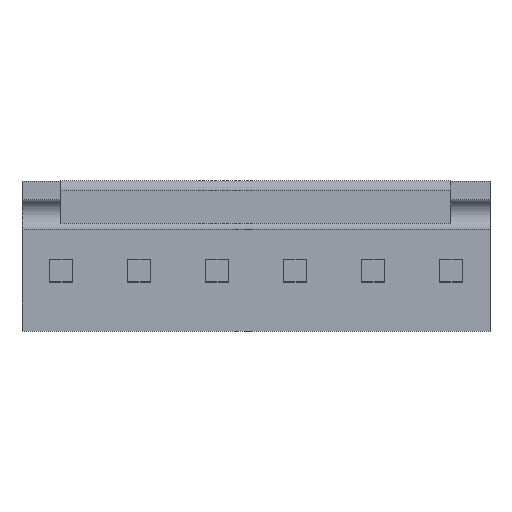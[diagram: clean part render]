
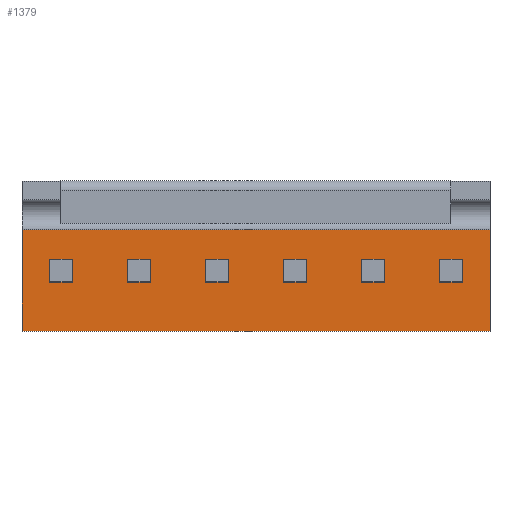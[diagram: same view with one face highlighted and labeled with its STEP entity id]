
A CAD part, top view. The second image highlights one B-rep face of the part: STEP entity #1379.
In plain terms, the highlighted planar face has unit normal (0, 0, 1).
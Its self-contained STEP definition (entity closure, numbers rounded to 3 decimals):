
#19=DIRECTION('',(0.,-1.,0.));
#20=VECTOR('',#19,5.144);
#21=CARTESIAN_POINT('',(-11.887,2.096,0.));
#22=LINE('',#21,#20);
#195=DIRECTION('',(1.,0.,0.));
#196=VECTOR('',#195,23.774);
#197=CARTESIAN_POINT('',(-11.887,-3.048,0.));
#198=LINE('',#197,#196);
#199=DIRECTION('',(1.,0.,0.));
#200=VECTOR('',#199,23.774);
#201=CARTESIAN_POINT('',(-11.887,2.096,0.));
#202=LINE('',#201,#200);
#203=DIRECTION('',(-1.,0.,0.));
#204=VECTOR('',#203,1.143);
#205=CARTESIAN_POINT('',(10.478,0.572,0.));
#206=LINE('',#205,#204);
#207=DIRECTION('',(0.,1.,0.));
#208=VECTOR('',#207,1.143);
#209=CARTESIAN_POINT('',(9.335,-0.572,0.));
#210=LINE('',#209,#208);
#211=DIRECTION('',(-1.,0.,0.));
#212=VECTOR('',#211,1.143);
#213=CARTESIAN_POINT('',(10.478,-0.572,0.));
#214=LINE('',#213,#212);
#215=DIRECTION('',(0.,1.,0.));
#216=VECTOR('',#215,1.143);
#217=CARTESIAN_POINT('',(10.478,-0.572,0.));
#218=LINE('',#217,#216);
#219=DIRECTION('',(-1.,0.,0.));
#220=VECTOR('',#219,1.143);
#221=CARTESIAN_POINT('',(6.515,0.572,0.));
#222=LINE('',#221,#220);
#223=DIRECTION('',(0.,1.,0.));
#224=VECTOR('',#223,1.143);
#225=CARTESIAN_POINT('',(5.372,-0.572,0.));
#226=LINE('',#225,#224);
#227=DIRECTION('',(-1.,0.,0.));
#228=VECTOR('',#227,1.143);
#229=CARTESIAN_POINT('',(6.515,-0.572,0.));
#230=LINE('',#229,#228);
#231=DIRECTION('',(0.,1.,0.));
#232=VECTOR('',#231,1.143);
#233=CARTESIAN_POINT('',(6.515,-0.572,0.));
#234=LINE('',#233,#232);
#235=DIRECTION('',(-1.,0.,0.));
#236=VECTOR('',#235,1.143);
#237=CARTESIAN_POINT('',(2.553,0.572,0.));
#238=LINE('',#237,#236);
#239=DIRECTION('',(0.,1.,0.));
#240=VECTOR('',#239,1.143);
#241=CARTESIAN_POINT('',(1.41,-0.572,0.));
#242=LINE('',#241,#240);
#243=DIRECTION('',(-1.,0.,0.));
#244=VECTOR('',#243,1.143);
#245=CARTESIAN_POINT('',(2.553,-0.572,0.));
#246=LINE('',#245,#244);
#247=DIRECTION('',(0.,1.,0.));
#248=VECTOR('',#247,1.143);
#249=CARTESIAN_POINT('',(2.553,-0.572,0.));
#250=LINE('',#249,#248);
#251=DIRECTION('',(-1.,0.,0.));
#252=VECTOR('',#251,1.143);
#253=CARTESIAN_POINT('',(-1.41,0.572,0.));
#254=LINE('',#253,#252);
#255=DIRECTION('',(0.,1.,0.));
#256=VECTOR('',#255,1.143);
#257=CARTESIAN_POINT('',(-2.553,-0.572,0.));
#258=LINE('',#257,#256);
#259=DIRECTION('',(-1.,0.,0.));
#260=VECTOR('',#259,1.143);
#261=CARTESIAN_POINT('',(-1.41,-0.572,0.));
#262=LINE('',#261,#260);
#263=DIRECTION('',(0.,1.,0.));
#264=VECTOR('',#263,1.143);
#265=CARTESIAN_POINT('',(-1.41,-0.572,0.));
#266=LINE('',#265,#264);
#267=DIRECTION('',(-1.,0.,0.));
#268=VECTOR('',#267,1.143);
#269=CARTESIAN_POINT('',(-5.372,0.572,0.));
#270=LINE('',#269,#268);
#271=DIRECTION('',(0.,1.,0.));
#272=VECTOR('',#271,1.143);
#273=CARTESIAN_POINT('',(-6.515,-0.572,0.));
#274=LINE('',#273,#272);
#275=DIRECTION('',(-1.,0.,0.));
#276=VECTOR('',#275,1.143);
#277=CARTESIAN_POINT('',(-5.372,-0.572,0.));
#278=LINE('',#277,#276);
#279=DIRECTION('',(0.,1.,0.));
#280=VECTOR('',#279,1.143);
#281=CARTESIAN_POINT('',(-5.372,-0.572,0.));
#282=LINE('',#281,#280);
#283=DIRECTION('',(-1.,0.,0.));
#284=VECTOR('',#283,1.143);
#285=CARTESIAN_POINT('',(-9.335,0.572,0.));
#286=LINE('',#285,#284);
#287=DIRECTION('',(0.,1.,0.));
#288=VECTOR('',#287,1.143);
#289=CARTESIAN_POINT('',(-10.478,-0.572,0.));
#290=LINE('',#289,#288);
#291=DIRECTION('',(-1.,0.,0.));
#292=VECTOR('',#291,1.143);
#293=CARTESIAN_POINT('',(-9.335,-0.572,0.));
#294=LINE('',#293,#292);
#295=DIRECTION('',(0.,1.,0.));
#296=VECTOR('',#295,1.143);
#297=CARTESIAN_POINT('',(-9.335,-0.572,0.));
#298=LINE('',#297,#296);
#409=DIRECTION('',(0.,-1.,0.));
#410=VECTOR('',#409,5.144);
#411=CARTESIAN_POINT('',(11.887,2.096,0.));
#412=LINE('',#411,#410);
#810=CARTESIAN_POINT('',(-11.887,-3.048,0.));
#812=VERTEX_POINT('',#810);
#824=CARTESIAN_POINT('',(-11.887,2.096,0.));
#825=VERTEX_POINT('',#824);
#826=CARTESIAN_POINT('',(11.887,-3.048,0.));
#828=VERTEX_POINT('',#826);
#840=CARTESIAN_POINT('',(11.887,2.096,0.));
#841=VERTEX_POINT('',#840);
#894=CARTESIAN_POINT('',(10.478,0.572,0.));
#895=CARTESIAN_POINT('',(9.335,0.572,0.));
#896=VERTEX_POINT('',#894);
#897=VERTEX_POINT('',#895);
#898=CARTESIAN_POINT('',(10.478,-0.572,0.));
#899=CARTESIAN_POINT('',(9.335,-0.572,0.));
#900=VERTEX_POINT('',#898);
#901=VERTEX_POINT('',#899);
#918=CARTESIAN_POINT('',(6.515,0.572,0.));
#919=CARTESIAN_POINT('',(5.372,0.572,0.));
#920=VERTEX_POINT('',#918);
#921=VERTEX_POINT('',#919);
#922=CARTESIAN_POINT('',(6.515,-0.572,0.));
#923=CARTESIAN_POINT('',(5.372,-0.572,0.));
#924=VERTEX_POINT('',#922);
#925=VERTEX_POINT('',#923);
#942=CARTESIAN_POINT('',(2.553,0.572,0.));
#943=CARTESIAN_POINT('',(1.41,0.572,0.));
#944=VERTEX_POINT('',#942);
#945=VERTEX_POINT('',#943);
#946=CARTESIAN_POINT('',(2.553,-0.572,0.));
#947=CARTESIAN_POINT('',(1.41,-0.572,0.));
#948=VERTEX_POINT('',#946);
#949=VERTEX_POINT('',#947);
#966=CARTESIAN_POINT('',(-1.41,0.572,0.));
#967=CARTESIAN_POINT('',(-2.553,0.572,0.));
#968=VERTEX_POINT('',#966);
#969=VERTEX_POINT('',#967);
#970=CARTESIAN_POINT('',(-1.41,-0.572,0.));
#971=CARTESIAN_POINT('',(-2.553,-0.572,0.));
#972=VERTEX_POINT('',#970);
#973=VERTEX_POINT('',#971);
#990=CARTESIAN_POINT('',(-5.372,0.572,0.));
#991=CARTESIAN_POINT('',(-6.515,0.572,0.));
#992=VERTEX_POINT('',#990);
#993=VERTEX_POINT('',#991);
#994=CARTESIAN_POINT('',(-5.372,-0.572,0.));
#995=CARTESIAN_POINT('',(-6.515,-0.572,0.));
#996=VERTEX_POINT('',#994);
#997=VERTEX_POINT('',#995);
#1014=CARTESIAN_POINT('',(-9.335,0.572,0.));
#1015=CARTESIAN_POINT('',(-10.478,0.572,0.));
#1016=VERTEX_POINT('',#1014);
#1017=VERTEX_POINT('',#1015);
#1018=CARTESIAN_POINT('',(-9.335,-0.572,0.));
#1019=CARTESIAN_POINT('',(-10.478,-0.572,0.));
#1020=VERTEX_POINT('',#1018);
#1021=VERTEX_POINT('',#1019);
#1306=CARTESIAN_POINT('',(-11.887,2.096,0.));
#1307=DIRECTION('',(0.,0.,1.));
#1308=DIRECTION('',(0.,-1.,0.));
#1309=AXIS2_PLACEMENT_3D('',#1306,#1307,#1308);
#1310=PLANE('',#1309);
#1311=ORIENTED_EDGE('',*,*,#1091,.F.);
#1313=ORIENTED_EDGE('',*,*,#1312,.T.);
#1315=ORIENTED_EDGE('',*,*,#1314,.T.);
#1316=ORIENTED_EDGE('',*,*,#1298,.F.);
#1317=EDGE_LOOP('',(#1311,#1313,#1315,#1316));
#1318=FACE_OUTER_BOUND('',#1317,.F.);
#1320=ORIENTED_EDGE('',*,*,#1319,.T.);
#1322=ORIENTED_EDGE('',*,*,#1321,.F.);
#1324=ORIENTED_EDGE('',*,*,#1323,.F.);
#1326=ORIENTED_EDGE('',*,*,#1325,.T.);
#1327=EDGE_LOOP('',(#1320,#1322,#1324,#1326));
#1328=FACE_BOUND('',#1327,.F.);
#1330=ORIENTED_EDGE('',*,*,#1329,.T.);
#1332=ORIENTED_EDGE('',*,*,#1331,.F.);
#1334=ORIENTED_EDGE('',*,*,#1333,.F.);
#1336=ORIENTED_EDGE('',*,*,#1335,.T.);
#1337=EDGE_LOOP('',(#1330,#1332,#1334,#1336));
#1338=FACE_BOUND('',#1337,.F.);
#1340=ORIENTED_EDGE('',*,*,#1339,.T.);
#1342=ORIENTED_EDGE('',*,*,#1341,.F.);
#1344=ORIENTED_EDGE('',*,*,#1343,.F.);
#1346=ORIENTED_EDGE('',*,*,#1345,.T.);
#1347=EDGE_LOOP('',(#1340,#1342,#1344,#1346));
#1348=FACE_BOUND('',#1347,.F.);
#1350=ORIENTED_EDGE('',*,*,#1349,.T.);
#1352=ORIENTED_EDGE('',*,*,#1351,.F.);
#1354=ORIENTED_EDGE('',*,*,#1353,.F.);
#1356=ORIENTED_EDGE('',*,*,#1355,.T.);
#1357=EDGE_LOOP('',(#1350,#1352,#1354,#1356));
#1358=FACE_BOUND('',#1357,.F.);
#1360=ORIENTED_EDGE('',*,*,#1359,.T.);
#1362=ORIENTED_EDGE('',*,*,#1361,.F.);
#1364=ORIENTED_EDGE('',*,*,#1363,.F.);
#1366=ORIENTED_EDGE('',*,*,#1365,.T.);
#1367=EDGE_LOOP('',(#1360,#1362,#1364,#1366));
#1368=FACE_BOUND('',#1367,.F.);
#1370=ORIENTED_EDGE('',*,*,#1369,.T.);
#1372=ORIENTED_EDGE('',*,*,#1371,.F.);
#1374=ORIENTED_EDGE('',*,*,#1373,.F.);
#1376=ORIENTED_EDGE('',*,*,#1375,.T.);
#1377=EDGE_LOOP('',(#1370,#1372,#1374,#1376));
#1378=FACE_BOUND('',#1377,.F.);
#1091=EDGE_CURVE('',#825,#812,#22,.T.);
#1298=EDGE_CURVE('',#812,#828,#198,.T.);
#1312=EDGE_CURVE('',#825,#841,#202,.T.);
#1314=EDGE_CURVE('',#841,#828,#412,.T.);
#1319=EDGE_CURVE('',#896,#897,#206,.T.);
#1321=EDGE_CURVE('',#901,#897,#210,.T.);
#1323=EDGE_CURVE('',#900,#901,#214,.T.);
#1325=EDGE_CURVE('',#900,#896,#218,.T.);
#1329=EDGE_CURVE('',#920,#921,#222,.T.);
#1331=EDGE_CURVE('',#925,#921,#226,.T.);
#1333=EDGE_CURVE('',#924,#925,#230,.T.);
#1335=EDGE_CURVE('',#924,#920,#234,.T.);
#1339=EDGE_CURVE('',#944,#945,#238,.T.);
#1341=EDGE_CURVE('',#949,#945,#242,.T.);
#1343=EDGE_CURVE('',#948,#949,#246,.T.);
#1345=EDGE_CURVE('',#948,#944,#250,.T.);
#1349=EDGE_CURVE('',#968,#969,#254,.T.);
#1351=EDGE_CURVE('',#973,#969,#258,.T.);
#1353=EDGE_CURVE('',#972,#973,#262,.T.);
#1355=EDGE_CURVE('',#972,#968,#266,.T.);
#1359=EDGE_CURVE('',#992,#993,#270,.T.);
#1361=EDGE_CURVE('',#997,#993,#274,.T.);
#1363=EDGE_CURVE('',#996,#997,#278,.T.);
#1365=EDGE_CURVE('',#996,#992,#282,.T.);
#1369=EDGE_CURVE('',#1016,#1017,#286,.T.);
#1371=EDGE_CURVE('',#1021,#1017,#290,.T.);
#1373=EDGE_CURVE('',#1020,#1021,#294,.T.);
#1375=EDGE_CURVE('',#1020,#1016,#298,.T.);
#1379=ADVANCED_FACE('',(#1318,#1328,#1338,#1348,#1358,#1368,#1378),#1310,.T.);
